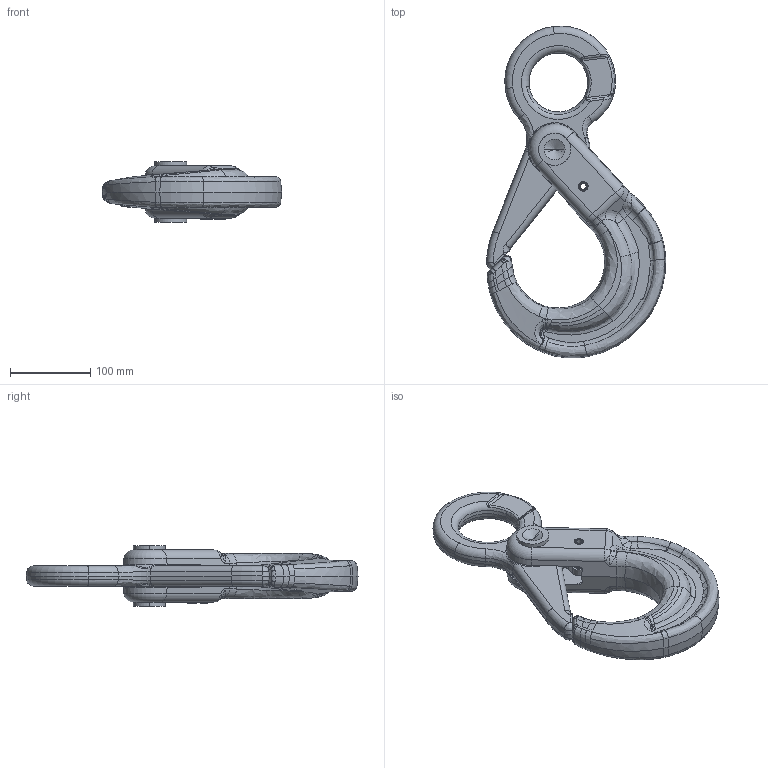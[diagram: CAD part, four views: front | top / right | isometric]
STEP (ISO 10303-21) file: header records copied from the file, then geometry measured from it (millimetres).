
FILE_DESCRIPTION((''),'2;1');
FILE_NAME('CROSBY_1316_088-22MM_1022943','2007-08-15T',('ADoughty'),('The Crosby Group, Inc.'),'PRO/ENGINEER BY PARAMETRIC TECHNOLOGY CORPORATION, 2006080','PRO/ENGINEER BY PARAMETRIC TECHNOLOGY CORPORATION, 2006080','');
FILE_SCHEMA(('CONFIG_CONTROL_DESIGN'));
Length unit declared in the file: inch
Products named in the file (1): CROSBY_1316_088-22MM_1022943
Bounding box: 223.22 x 413.14 x 75 mm (x, y, z)
Volume: 1540169.5 mm3; surface area: 190445.3 mm2
Topology: 2 solids, 2 shells, 841 faces, 2259 edges, 1453 vertices
Faces by surface type: plane 335, bspline 195, extrusion 118, cylinder 73, cone 68, torus 48, sphere 4
Entity records: 44342 total; most frequent: CARTESIAN_POINT 25222, ORIENTED_EDGE 4498, DIRECTION 2982, EDGE_CURVE 2249, VERTEX_POINT 1453, VECTOR 1144, LINE 1026, B_SPLINE_CURVE_WITH_KNOTS 950
